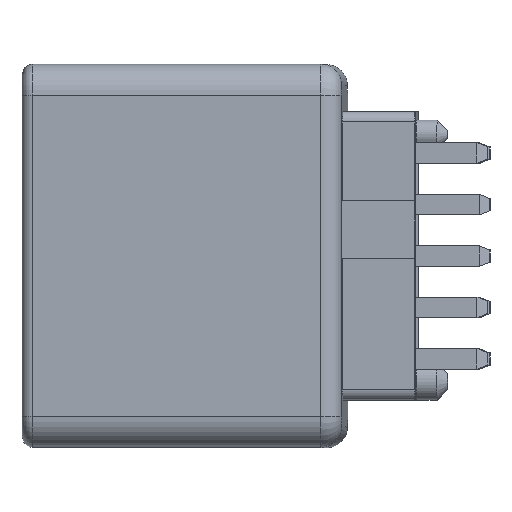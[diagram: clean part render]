
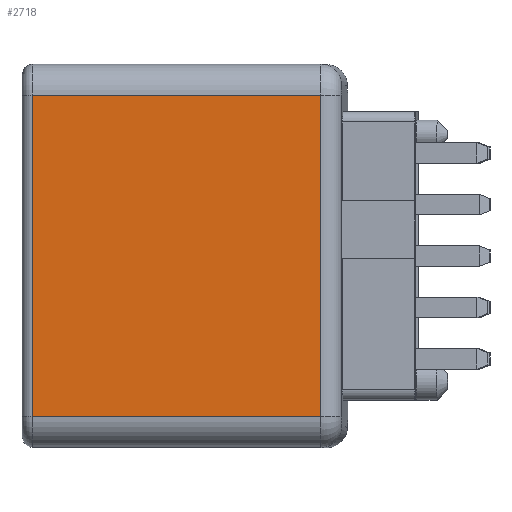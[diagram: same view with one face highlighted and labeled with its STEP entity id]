
A CAD part, top view. The second image highlights one B-rep face of the part: STEP entity #2718.
In plain terms, the highlighted planar face has unit normal (-0.022, 0, 1).
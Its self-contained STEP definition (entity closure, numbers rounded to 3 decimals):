
#46 = CARTESIAN_POINT ( 'NONE',  ( 1647.689, 49.798, 465.82 ) ) ;
#1192 = PLANE ( 'NONE',  #1230 ) ;
#1230 = AXIS2_PLACEMENT_3D ( 'NONE', #2301, #6192, #12106 ) ;
#1371 = VERTEX_POINT ( 'NONE', #4322 ) ;
#1667 = CARTESIAN_POINT ( 'NONE',  ( 1648.689, 49.798, 465.842 ) ) ;
#2158 = ORIENTED_EDGE ( 'NONE', *, *, #5411, .T. ) ;
#2261 = CARTESIAN_POINT ( 'NONE',  ( 1647.689, 33.148, 465.82 ) ) ;
#2301 = CARTESIAN_POINT ( 'NONE',  ( 1648.689, 33.148, 465.842 ) ) ;
#2666 = EDGE_CURVE ( 'NONE', #1371, #4812, #11369, .T. ) ;
#2718 = ADVANCED_FACE ( 'NONE', ( #8416 ), #1192, .T. ) ;
#2971 = ORIENTED_EDGE ( 'NONE', *, *, #6364, .T. ) ;
#3463 = VERTEX_POINT ( 'NONE', #10574 ) ;
#3609 = CARTESIAN_POINT ( 'NONE',  ( 1648.689, 34.198, 465.842 ) ) ;
#3790 = DIRECTION ( 'NONE',  ( -1., 0., -0.023 ) ) ;
#3823 = EDGE_LOOP ( 'NONE', ( #2971, #2158, #7357, #5538 ) ) ;
#4320 = LINE ( 'NONE', #1667, #6628 ) ;
#4322 = CARTESIAN_POINT ( 'NONE',  ( 1647.689, 34.198, 465.82 ) ) ;
#4812 = VERTEX_POINT ( 'NONE', #46 ) ;
#5259 = VERTEX_POINT ( 'NONE', #12505 ) ;
#5403 = VECTOR ( 'NONE', #12149, 1000. ) ;
#5411 = EDGE_CURVE ( 'NONE', #5259, #3463, #12782, .T. ) ;
#5538 = ORIENTED_EDGE ( 'NONE', *, *, #2666, .T. ) ;
#6086 = DIRECTION ( 'NONE',  ( 0., -1., 0. ) ) ;
#6192 = DIRECTION ( 'NONE',  ( -0.023, 0., 1. ) ) ;
#6364 = EDGE_CURVE ( 'NONE', #4812, #5259, #4320, .T. ) ;
#6628 = VECTOR ( 'NONE', #3790, 1000. ) ;
#7357 = ORIENTED_EDGE ( 'NONE', *, *, #12779, .T. ) ;
#7472 = VECTOR ( 'NONE', #6086, 1000. ) ;
#7627 = VECTOR ( 'NONE', #10727, 1000. ) ;
#8001 = CARTESIAN_POINT ( 'NONE',  ( 1633.693, 33.148, 465.504 ) ) ;
#8416 = FACE_OUTER_BOUND ( 'NONE', #3823, .T. ) ;
#10130 = LINE ( 'NONE', #3609, #7627 ) ;
#10574 = CARTESIAN_POINT ( 'NONE',  ( 1633.693, 34.198, 465.504 ) ) ;
#10727 = DIRECTION ( 'NONE',  ( 1., 0., 0.023 ) ) ;
#11369 = LINE ( 'NONE', #2261, #5403 ) ;
#12106 = DIRECTION ( 'NONE',  ( 0., 1., 0. ) ) ;
#12149 = DIRECTION ( 'NONE',  ( 0., 1., 0. ) ) ;
#12505 = CARTESIAN_POINT ( 'NONE',  ( 1633.693, 49.798, 465.504 ) ) ;
#12779 = EDGE_CURVE ( 'NONE', #3463, #1371, #10130, .T. ) ;
#12782 = LINE ( 'NONE', #8001, #7472 ) ;
